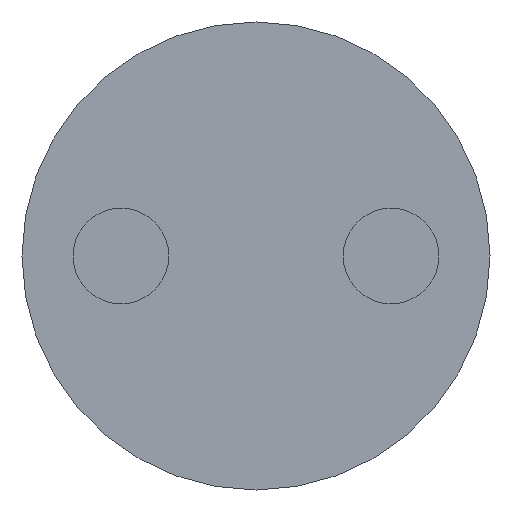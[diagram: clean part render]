
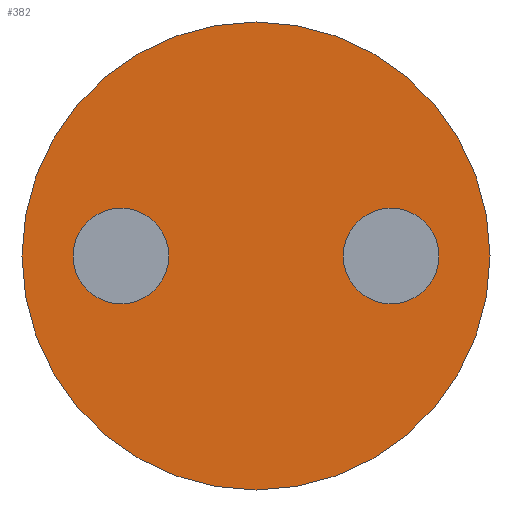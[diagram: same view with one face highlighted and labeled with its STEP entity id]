
A CAD part, front view. The second image highlights one B-rep face of the part: STEP entity #382.
In plain terms, the highlighted planar face has unit normal (0, -1, 0).
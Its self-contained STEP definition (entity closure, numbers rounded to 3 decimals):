
#10 = CARTESIAN_POINT ( 'NONE',  ( 1.27, 0., 0. ) ) ;
#12 = ORIENTED_EDGE ( 'NONE', *, *, #224, .F. ) ;
#15 = CIRCLE ( 'NONE', #235, 2.2 ) ;
#16 = AXIS2_PLACEMENT_3D ( 'NONE', #420, #381, #352 ) ;
#21 = CARTESIAN_POINT ( 'NONE',  ( 0., 0., 2.2 ) ) ;
#35 = FACE_BOUND ( 'NONE', #392, .T. ) ;
#38 = CIRCLE ( 'NONE', #344, 0.45 ) ;
#39 = CARTESIAN_POINT ( 'NONE',  ( -1.27, 0., 0.45 ) ) ;
#50 = DIRECTION ( 'NONE',  ( 0., -1., 0. ) ) ;
#64 = AXIS2_PLACEMENT_3D ( 'NONE', #195, #428, #289 ) ;
#66 = ORIENTED_EDGE ( 'NONE', *, *, #140, .F. ) ;
#69 = VERTEX_POINT ( 'NONE', #39 ) ;
#76 = DIRECTION ( 'NONE',  ( 0., 0., 1. ) ) ;
#95 = EDGE_CURVE ( 'NONE', #119, #157, #15, .T. ) ;
#96 = CARTESIAN_POINT ( 'NONE',  ( 1.27, 0., -0.45 ) ) ;
#105 = DIRECTION ( 'NONE',  ( 0., 0., 1. ) ) ;
#115 = DIRECTION ( 'NONE',  ( 0., -1., 0. ) ) ;
#119 = VERTEX_POINT ( 'NONE', #383 ) ;
#126 = CARTESIAN_POINT ( 'NONE',  ( -1.27, 0., -0.45 ) ) ;
#139 = AXIS2_PLACEMENT_3D ( 'NONE', #417, #257, #76 ) ;
#140 = EDGE_CURVE ( 'NONE', #69, #368, #244, .T. ) ;
#141 = EDGE_CURVE ( 'NONE', #333, #290, #297, .T. ) ;
#153 = AXIS2_PLACEMENT_3D ( 'NONE', #346, #115, #105 ) ;
#157 = VERTEX_POINT ( 'NONE', #21 ) ;
#161 = ORIENTED_EDGE ( 'NONE', *, *, #95, .F. ) ;
#190 = DIRECTION ( 'NONE',  ( 0., 0., 1. ) ) ;
#195 = CARTESIAN_POINT ( 'NONE',  ( 0., 0., 0. ) ) ;
#214 = DIRECTION ( 'NONE',  ( 0., 0., 1. ) ) ;
#215 = DIRECTION ( 'NONE',  ( 0., -1., 0. ) ) ;
#217 = AXIS2_PLACEMENT_3D ( 'NONE', #322, #215, #214 ) ;
#224 = EDGE_CURVE ( 'NONE', #290, #333, #38, .T. ) ;
#231 = ORIENTED_EDGE ( 'NONE', *, *, #388, .F. ) ;
#234 = EDGE_CURVE ( 'NONE', #157, #119, #325, .T. ) ;
#235 = AXIS2_PLACEMENT_3D ( 'NONE', #387, #254, #386 ) ;
#244 = CIRCLE ( 'NONE', #217, 0.45 ) ;
#248 = FACE_OUTER_BOUND ( 'NONE', #330, .T. ) ;
#254 = DIRECTION ( 'NONE',  ( 0., 1., 0. ) ) ;
#257 = DIRECTION ( 'NONE',  ( 0., 1., 0. ) ) ;
#289 = DIRECTION ( 'NONE',  ( 0., 0., 1. ) ) ;
#290 = VERTEX_POINT ( 'NONE', #96 ) ;
#293 = ORIENTED_EDGE ( 'NONE', *, *, #141, .F. ) ;
#295 = EDGE_LOOP ( 'NONE', ( #66, #231 ) ) ;
#297 = CIRCLE ( 'NONE', #16, 0.45 ) ;
#322 = CARTESIAN_POINT ( 'NONE',  ( -1.27, 0., 0. ) ) ;
#325 = CIRCLE ( 'NONE', #64, 2.2 ) ;
#330 = EDGE_LOOP ( 'NONE', ( #161, #334 ) ) ;
#333 = VERTEX_POINT ( 'NONE', #370 ) ;
#334 = ORIENTED_EDGE ( 'NONE', *, *, #234, .F. ) ;
#344 = AXIS2_PLACEMENT_3D ( 'NONE', #10, #50, #190 ) ;
#346 = CARTESIAN_POINT ( 'NONE',  ( -1.27, 0., 0. ) ) ;
#352 = DIRECTION ( 'NONE',  ( 0., 0., 1. ) ) ;
#357 = FACE_BOUND ( 'NONE', #295, .T. ) ;
#368 = VERTEX_POINT ( 'NONE', #126 ) ;
#370 = CARTESIAN_POINT ( 'NONE',  ( 1.27, 0., 0.45 ) ) ;
#379 = CIRCLE ( 'NONE', #153, 0.45 ) ;
#381 = DIRECTION ( 'NONE',  ( 0., -1., 0. ) ) ;
#382 = ADVANCED_FACE ( 'NONE', ( #35, #357, #248 ), #411, .F. ) ;
#383 = CARTESIAN_POINT ( 'NONE',  ( 0., 0., -2.2 ) ) ;
#386 = DIRECTION ( 'NONE',  ( 0., 0., 1. ) ) ;
#387 = CARTESIAN_POINT ( 'NONE',  ( 0., 0., 0. ) ) ;
#388 = EDGE_CURVE ( 'NONE', #368, #69, #379, .T. ) ;
#392 = EDGE_LOOP ( 'NONE', ( #293, #12 ) ) ;
#411 = PLANE ( 'NONE',  #139 ) ;
#417 = CARTESIAN_POINT ( 'NONE',  ( 0., 0., 0. ) ) ;
#420 = CARTESIAN_POINT ( 'NONE',  ( 1.27, 0., 0. ) ) ;
#428 = DIRECTION ( 'NONE',  ( 0., 1., 0. ) ) ;
